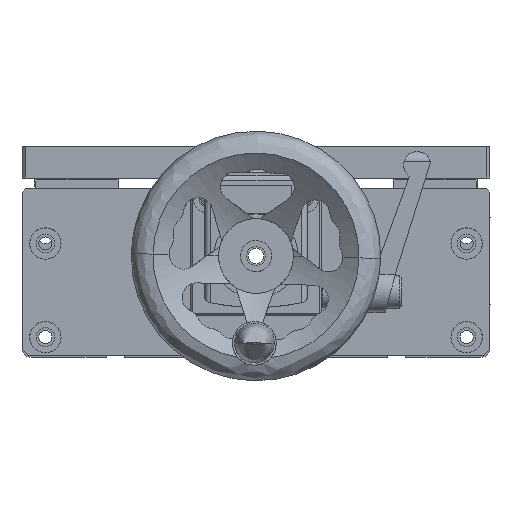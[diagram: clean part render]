
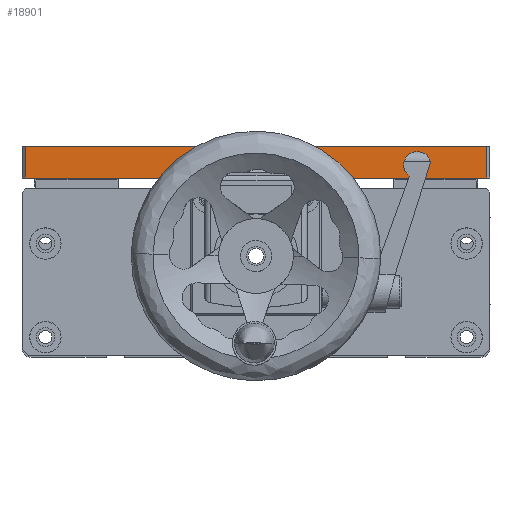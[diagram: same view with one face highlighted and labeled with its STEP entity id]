
A CAD part, front view. The second image highlights one B-rep face of the part: STEP entity #18901.
In plain terms, the highlighted planar face has unit normal (0, -1, 0).
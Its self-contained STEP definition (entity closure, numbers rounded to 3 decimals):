
#2749 = VECTOR ( 'NONE', #24416, 1000. ) ;
#4150 = EDGE_CURVE ( 'NONE', #20099, #8159, #12066, .T. ) ;
#4347 = CARTESIAN_POINT ( 'NONE',  ( -102.826, -48.047, 34.5 ) ) ;
#4912 = ORIENTED_EDGE ( 'NONE', *, *, #24892, .T. ) ;
#5113 = CARTESIAN_POINT ( 'NONE',  ( -101.826, -48.047, 34.5 ) ) ;
#6803 = ORIENTED_EDGE ( 'NONE', *, *, #4150, .T. ) ;
#7292 = CARTESIAN_POINT ( 'NONE',  ( -102.826, -48.047, 34.5 ) ) ;
#7458 = DIRECTION ( 'NONE',  ( 1., 0., 0. ) ) ;
#7952 = CARTESIAN_POINT ( 'NONE',  ( -101.826, -48.047, 44.5 ) ) ;
#8055 = DIRECTION ( 'NONE',  ( 1., 0., 0. ) ) ;
#8098 = LINE ( 'NONE', #17475, #9724 ) ;
#8159 = VERTEX_POINT ( 'NONE', #5113 ) ;
#9724 = VECTOR ( 'NONE', #7458, 1000. ) ;
#9896 = PLANE ( 'NONE',  #16451 ) ;
#10178 = CARTESIAN_POINT ( 'NONE',  ( 46.174, -48.047, 34.5 ) ) ;
#12066 = LINE ( 'NONE', #14863, #23074 ) ;
#13025 = ORIENTED_EDGE ( 'NONE', *, *, #29655, .T. ) ;
#14863 = CARTESIAN_POINT ( 'NONE',  ( -101.826, -48.047, 34.5 ) ) ;
#16451 = AXIS2_PLACEMENT_3D ( 'NONE', #7292, #23035, #8055 ) ;
#16676 = CARTESIAN_POINT ( 'NONE',  ( 46.174, -48.047, 34.5 ) ) ;
#17008 = ORIENTED_EDGE ( 'NONE', *, *, #20101, .F. ) ;
#17475 = CARTESIAN_POINT ( 'NONE',  ( -102.826, -48.047, 44.5 ) ) ;
#18901 = ADVANCED_FACE ( 'NONE', ( #23195 ), #9896, .T. ) ;
#20099 = VERTEX_POINT ( 'NONE', #7952 ) ;
#20101 = EDGE_CURVE ( 'NONE', #20099, #28840, #8098, .T. ) ;
#22128 = DIRECTION ( 'NONE',  ( 0., 0., -1. ) ) ;
#23035 = DIRECTION ( 'NONE',  ( 0., -1., 0. ) ) ;
#23074 = VECTOR ( 'NONE', #22128, 1000. ) ;
#23195 = FACE_OUTER_BOUND ( 'NONE', #28343, .T. ) ;
#24328 = CARTESIAN_POINT ( 'NONE',  ( 46.174, -48.047, 44.5 ) ) ;
#24416 = DIRECTION ( 'NONE',  ( 1., 0., 0. ) ) ;
#24892 = EDGE_CURVE ( 'NONE', #8159, #27100, #26910, .T. ) ;
#26910 = LINE ( 'NONE', #4347, #2749 ) ;
#27100 = VERTEX_POINT ( 'NONE', #10178 ) ;
#28343 = EDGE_LOOP ( 'NONE', ( #17008, #6803, #4912, #13025 ) ) ;
#28840 = VERTEX_POINT ( 'NONE', #24328 ) ;
#29351 = DIRECTION ( 'NONE',  ( 0., 0., 1. ) ) ;
#29655 = EDGE_CURVE ( 'NONE', #27100, #28840, #32122, .T. ) ;
#32122 = LINE ( 'NONE', #16676, #32338 ) ;
#32338 = VECTOR ( 'NONE', #29351, 1000. ) ;
